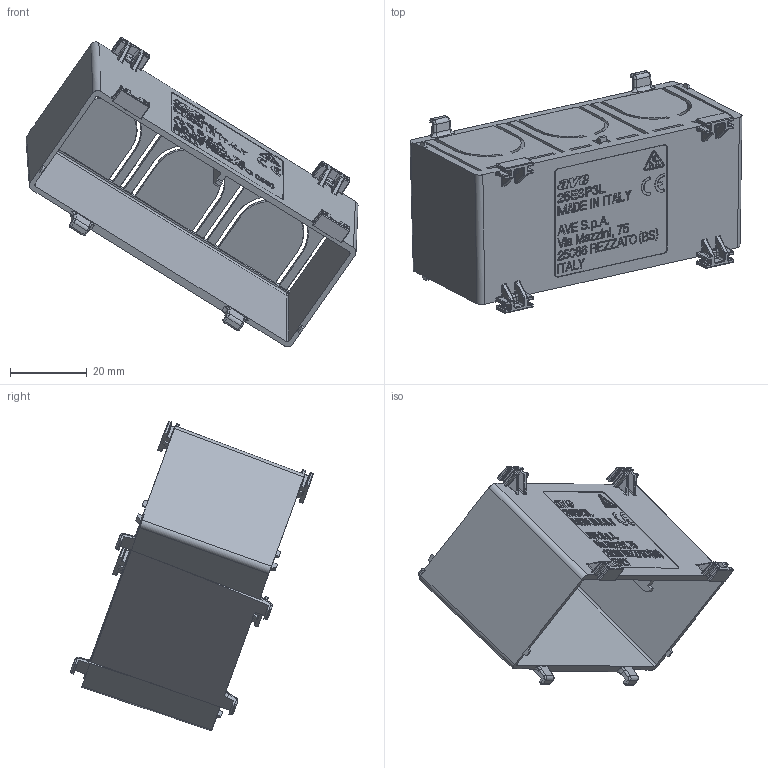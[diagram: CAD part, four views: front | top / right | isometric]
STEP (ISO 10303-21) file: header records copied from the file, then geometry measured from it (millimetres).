
FILE_DESCRIPTION(('CATIA V5 STEP Exchange'),'2;1');
FILE_NAME('25ESP3L.stp','2025-10-20T06:59:35+00:00',('none'),('none'),'CATIA Version 5-6 Release 2016 SP6','CATIA V5 STEP AP203','none');
FILE_SCHEMA(('CONFIG_CONTROL_DESIGN'));
Products named in the file (1): STP
Assembly tree (1 placements, depth 2):
  STP
    #57
Bounding box: 86.48 x 63.24 x 80.69 mm (x, y, z)
Volume: 16404.2 mm3; surface area: 22412.2 mm2
Topology: 1 solids, 1 shells, 2160 faces, 5871 edges, 3700 vertices
Faces by surface type: plane 1544, cylinder 386, bspline 114, sphere 76, extrusion 28, cone 12
Entity records: 76972 total; most frequent: CARTESIAN_POINT 26687, ORIENTED_EDGE 11574, DIRECTION 8258, EDGE_CURVE 5787, VECTOR 4594, LINE 4566, VERTEX_POINT 3700, EDGE_LOOP 2265
